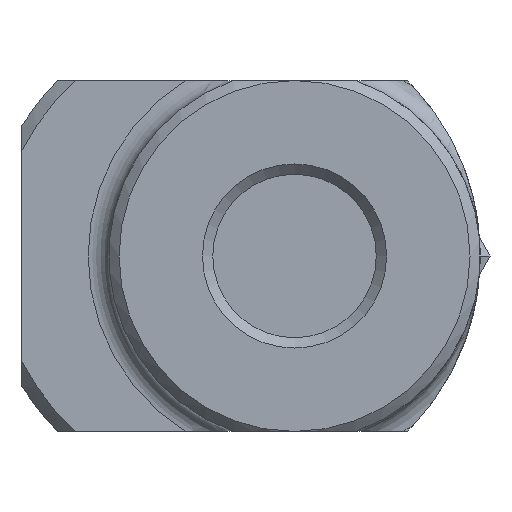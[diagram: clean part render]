
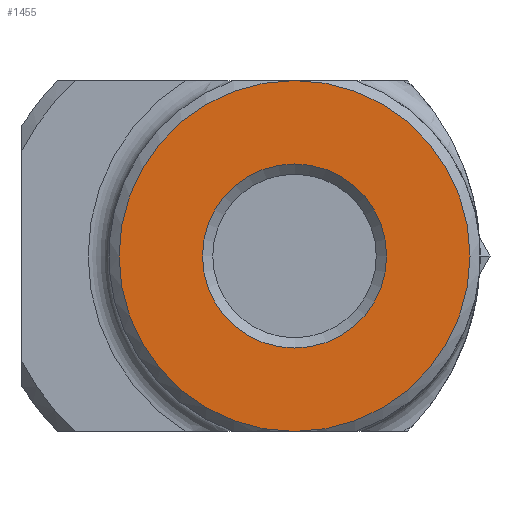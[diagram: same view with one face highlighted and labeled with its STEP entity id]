
A CAD part, front view. The second image highlights one B-rep face of the part: STEP entity #1455.
In plain terms, the highlighted planar face has unit normal (0, -1, 0).
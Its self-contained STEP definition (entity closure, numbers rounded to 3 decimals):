
#1295=CARTESIAN_POINT('',(0.,0.,0.));
#1296=DIRECTION('',(0.,1.,0.));
#1297=DIRECTION('',(0.,0.,-1.));
#1298=AXIS2_PLACEMENT_3D('',#1295,#1296,#1297);
#1299=CIRCLE('',#1298,11.147);
#1300=EDGE_CURVE('',#1302,#1302,#1299,.T.);
#1301=CARTESIAN_POINT('',(0.,0.,-11.147));
#1302=VERTEX_POINT('',#1301);
#1427=ORIENTED_EDGE('',*,*,#1300,.T.);
#1428=EDGE_LOOP('',(#1427));
#1429=FACE_BOUND('',#1428,.T.);
#1430=CARTESIAN_POINT('',(0.,0.,0.));
#1431=DIRECTION('',(0.,-1.,0.));
#1432=DIRECTION('',(0.,0.,-1.));
#1433=AXIS2_PLACEMENT_3D('',#1430,#1431,#1432);
#1434=CIRCLE('',#1433,21.25);
#1435=EDGE_CURVE('',#1437,#1439,#1434,.T.);
#1436=CARTESIAN_POINT('',(0.,0.,-21.25));
#1437=VERTEX_POINT('',#1436);
#1438=CARTESIAN_POINT('',(0.,0.,21.25));
#1439=VERTEX_POINT('',#1438);
#1440=ORIENTED_EDGE('',*,*,#1435,.T.);
#1441=CARTESIAN_POINT('',(0.,0.,0.));
#1442=DIRECTION('',(0.,-1.,0.));
#1443=DIRECTION('',(0.,0.,-1.));
#1444=AXIS2_PLACEMENT_3D('',#1441,#1442,#1443);
#1445=CIRCLE('',#1444,21.25);
#1446=EDGE_CURVE('',#1439,#1437,#1445,.T.);
#1447=ORIENTED_EDGE('',*,*,#1446,.T.);
#1448=EDGE_LOOP('',(#1440,#1447));
#1449=FACE_BOUND('',#1448,.T.);
#1450=CARTESIAN_POINT('',(0.,0.,0.));
#1451=DIRECTION('',(0.,-1.,0.));
#1452=DIRECTION('',(0.,0.,-1.));
#1453=AXIS2_PLACEMENT_3D('',#1450,#1451,#1452);
#1454=PLANE('',#1453);
#1455=ADVANCED_FACE('',(#1429,#1449),#1454,.T.);
